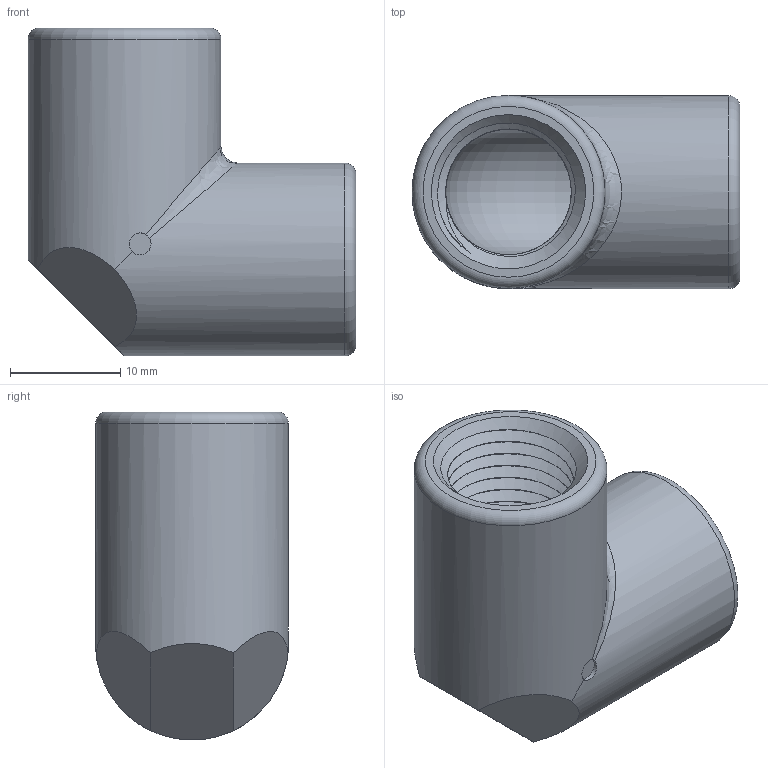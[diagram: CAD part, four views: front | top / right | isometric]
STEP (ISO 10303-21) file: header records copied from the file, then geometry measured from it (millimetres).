
FILE_DESCRIPTION(/* description */ ('Unknown'),/* implementation_level */ '2;1');
FILE_NAME(/* name */ '20200814-R-222-DN8',/* time_stamp */ '2020-08-14T17:42:12+08:00',/* author */ ('Unknown'),/* organization */ ('Unknown'),/* preprocessor_version */ 'ST-DEVELOPER v16.7',/* originating_system */ 'DEX',/* authorisation */ $);
FILE_SCHEMA (('AUTOMOTIVE_DESIGN {1 0 10303 214 3 1 1}'));
Length unit declared in the file: millimetre
Products named in the file (1): DN8
Bounding box: 29.75 x 17.5 x 29.75 mm (x, y, z)
Surface area: 4424.3 mm2 (no closed solid volume)
Topology: 0 solids, 1 shells, 39 faces, 152 edges, 112 vertices
Faces by surface type: cylinder 20, plane 8, bspline 6, torus 3, cone 2
Full cylindrical faces by diameter (mm): 2 x1, 11.4 x16, 17.5 x2
Entity records: 7509 total; most frequent: CARTESIAN_POINT 6656, ORIENTED_EDGE 244, EDGE_CURVE 122, VERTEX_POINT 110, DIRECTION 90, B_SPLINE_CURVE_WITH_KNOTS 54, AXIS2_PLACEMENT_3D 41, EDGE_LOOP 36
